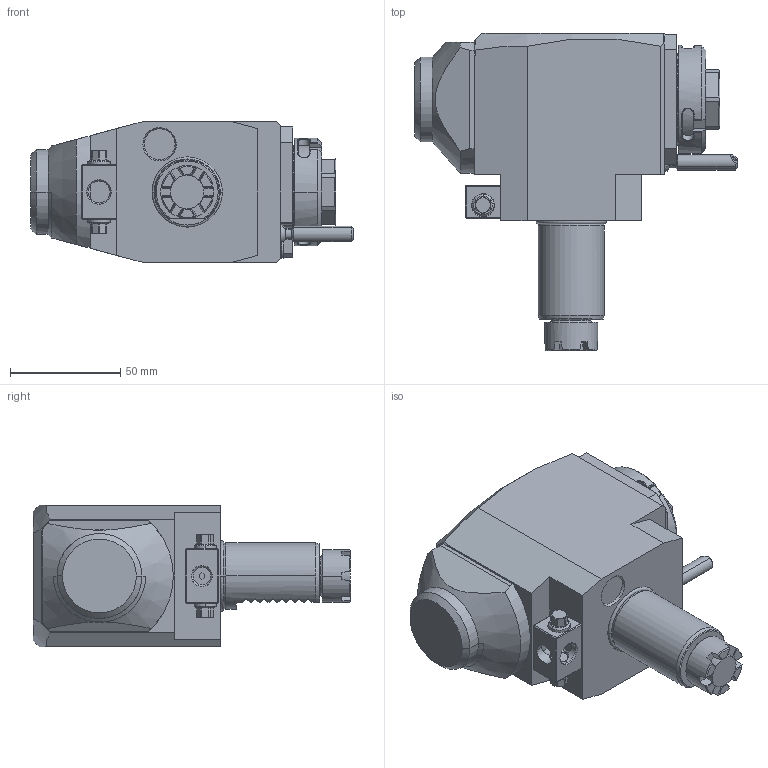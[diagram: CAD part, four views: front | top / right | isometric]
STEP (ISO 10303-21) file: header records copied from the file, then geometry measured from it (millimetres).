
FILE_DESCRIPTION((''),'2;1');
FILE_NAME('NGT1_30_245_25_3_1_55T','2024-03-27T',('vali'),('NOVA GRUP'),'PRO/ENGINEER BY PARAMETRIC TECHNOLOGY CORPORATION, 2010280','PRO/ENGINEER BY PARAMETRIC TECHNOLOGY CORPORATION, 2010280','');
FILE_SCHEMA(('CONFIG_CONTROL_DESIGN'));
Length unit declared in the file: millimetre
Products named in the file (1): NGT1_30_245_25_3_1_55T
Bounding box: 146.38 x 144 x 64 mm (x, y, z)
Volume: 563307.6 mm3; surface area: 50991.6 mm2
Topology: 1 solids, 1 shells, 380 faces, 1015 edges, 654 vertices
Faces by surface type: plane 212, cylinder 84, cone 69, torus 7, bspline 6, sphere 2
Entity records: 14565 total; most frequent: CARTESIAN_POINT 5331, ORIENTED_EDGE 2030, DIRECTION 1770, EDGE_CURVE 1015, VERTEX_POINT 654, AXIS2_PLACEMENT_3D 628, VECTOR 514, LINE 514
